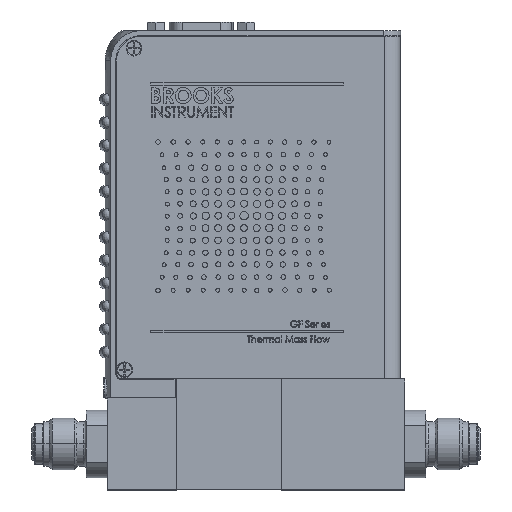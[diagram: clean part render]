
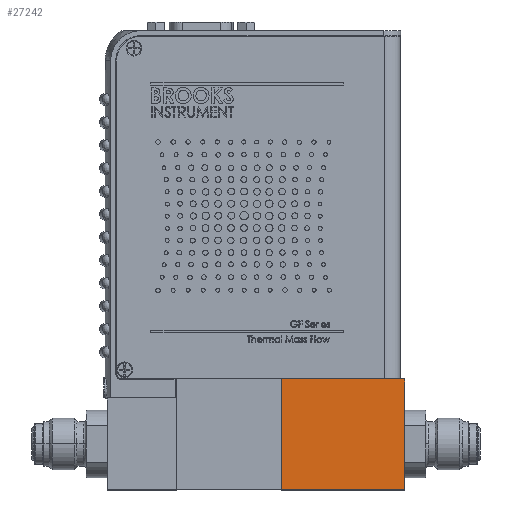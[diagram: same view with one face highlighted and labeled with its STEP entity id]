
A CAD part, top view. The second image highlights one B-rep face of the part: STEP entity #27242.
In plain terms, the highlighted planar face has unit normal (0, 0, 1).
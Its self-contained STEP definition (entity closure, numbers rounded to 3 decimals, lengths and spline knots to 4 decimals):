
#4052 = LINE ( 'NONE', #26850, #5628 ) ;
#4997 = DIRECTION ( 'NONE',  ( 0., 0., -1. ) ) ;
#5628 = VECTOR ( 'NONE', #49612, 39.3701 ) ;
#8266 = EDGE_CURVE ( 'NONE', #38698, #42391, #40706, .T. ) ;
#8524 = ORIENTED_EDGE ( 'NONE', *, *, #43189, .F. ) ;
#8635 = VERTEX_POINT ( 'NONE', #46220 ) ;
#9526 = VECTOR ( 'NONE', #12331, 39.3701 ) ;
#10597 = FACE_OUTER_BOUND ( 'NONE', #59030, .T. ) ;
#12037 = ORIENTED_EDGE ( 'NONE', *, *, #55476, .T. ) ;
#12331 = DIRECTION ( 'NONE',  ( 0., -1., 0. ) ) ;
#12794 = VECTOR ( 'NONE', #19213, 39.3701 ) ;
#14183 = DIRECTION ( 'NONE',  ( 1., 0., 0. ) ) ;
#14899 = CARTESIAN_POINT ( 'NONE',  ( 1.0434, 1.0881, 0.56 ) ) ;
#19213 = DIRECTION ( 'NONE',  ( 1., 0., 0. ) ) ;
#26850 = CARTESIAN_POINT ( 'NONE',  ( 1.0434, 1.0881, 0.56 ) ) ;
#27242 = ADVANCED_FACE ( 'NONE', ( #10597 ), #33396, .F. ) ;
#27811 = DIRECTION ( 'NONE',  ( -1., 0., 0. ) ) ;
#33396 = PLANE ( 'NONE',  #43460 ) ;
#38698 = VERTEX_POINT ( 'NONE', #70267 ) ;
#40706 = LINE ( 'NONE', #63412, #9526 ) ;
#42391 = VERTEX_POINT ( 'NONE', #58083 ) ;
#42566 = LINE ( 'NONE', #65262, #53445 ) ;
#43189 = EDGE_CURVE ( 'NONE', #53001, #8635, #4052, .T. ) ;
#43460 = AXIS2_PLACEMENT_3D ( 'NONE', #56121, #4997, #27811 ) ;
#44101 = ORIENTED_EDGE ( 'NONE', *, *, #8266, .T. ) ;
#44503 = EDGE_CURVE ( 'NONE', #38698, #53001, #42566, .T. ) ;
#46220 = CARTESIAN_POINT ( 'NONE',  ( 1.0434, -0.1189, 0.56 ) ) ;
#47581 = LINE ( 'NONE', #70238, #12794 ) ;
#49612 = DIRECTION ( 'NONE',  ( 0., -1., 0. ) ) ;
#53001 = VERTEX_POINT ( 'NONE', #14899 ) ;
#53445 = VECTOR ( 'NONE', #14183, 39.3701 ) ;
#55476 = EDGE_CURVE ( 'NONE', #42391, #8635, #47581, .T. ) ;
#56121 = CARTESIAN_POINT ( 'NONE',  ( -0.3016, 1.0881, 0.56 ) ) ;
#57467 = ORIENTED_EDGE ( 'NONE', *, *, #44503, .F. ) ;
#58083 = CARTESIAN_POINT ( 'NONE',  ( -0.3016, -0.1189, 0.56 ) ) ;
#59030 = EDGE_LOOP ( 'NONE', ( #12037, #8524, #57467, #44101 ) ) ;
#63412 = CARTESIAN_POINT ( 'NONE',  ( -0.3016, 1.0881, 0.56 ) ) ;
#65262 = CARTESIAN_POINT ( 'NONE',  ( -0.3016, 1.0881, 0.56 ) ) ;
#70238 = CARTESIAN_POINT ( 'NONE',  ( -0.3016, -0.1189, 0.56 ) ) ;
#70267 = CARTESIAN_POINT ( 'NONE',  ( -0.3016, 1.0881, 0.56 ) ) ;
